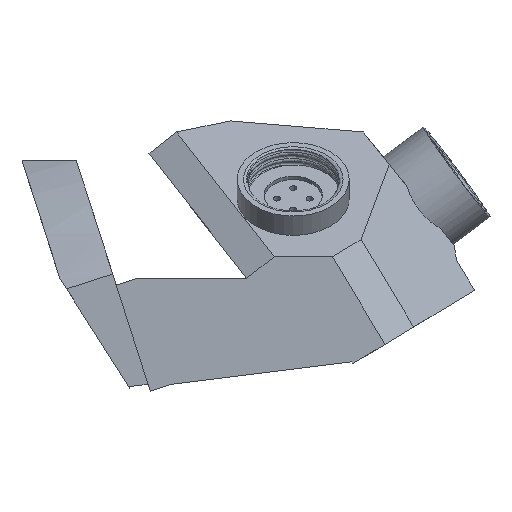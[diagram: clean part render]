
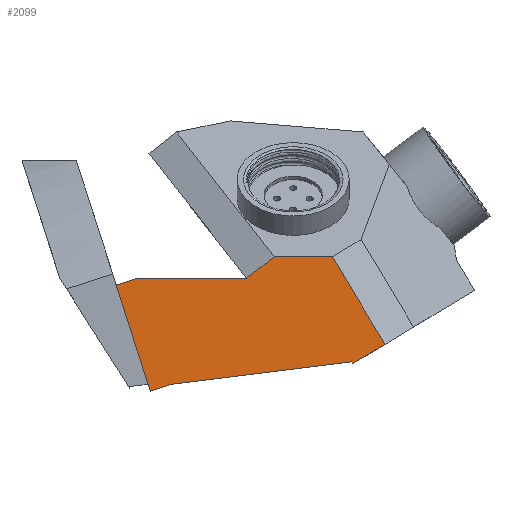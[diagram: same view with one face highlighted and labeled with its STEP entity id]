
A CAD part, left-side view. The second image highlights one B-rep face of the part: STEP entity #2099.
In plain terms, the highlighted planar face has unit normal (-1, 0, 0).
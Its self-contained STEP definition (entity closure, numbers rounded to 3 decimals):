
#145=PLANE('',#2257);
#244=FACE_OUTER_BOUND('',#376,.T.);
#376=EDGE_LOOP('',(#1759,#1760,#1761,#1762,#1763,#1764,#1765,#1766,#1767,
#1768));
#504=LINE('',#2841,#700);
#506=LINE('',#2847,#702);
#511=LINE('',#2872,#707);
#533=LINE('',#3013,#729);
#540=LINE('',#3026,#736);
#556=LINE('',#3963,#752);
#622=LINE('',#5106,#818);
#638=LINE('',#5138,#834);
#644=LINE('',#5158,#840);
#645=LINE('',#5159,#841);
#700=VECTOR('',#2319,10.);
#702=VECTOR('',#2323,10.);
#707=VECTOR('',#2330,10.);
#729=VECTOR('',#2366,10.);
#736=VECTOR('',#2377,10.);
#752=VECTOR('',#2421,10.);
#818=VECTOR('',#2601,10.);
#834=VECTOR('',#2631,10.);
#840=VECTOR('',#2651,10.);
#841=VECTOR('',#2652,10.);
#898=VERTEX_POINT('',#2835);
#900=VERTEX_POINT('',#2839);
#902=VERTEX_POINT('',#2844);
#903=VERTEX_POINT('',#2846);
#926=VERTEX_POINT('',#3012);
#930=VERTEX_POINT('',#3024);
#947=VERTEX_POINT('',#3950);
#953=VERTEX_POINT('',#3961);
#1030=VERTEX_POINT('',#5135);
#1031=VERTEX_POINT('',#5137);
#1102=EDGE_CURVE('',#898,#900,#504,.T.);
#1104=EDGE_CURVE('',#902,#903,#506,.T.);
#1111=EDGE_CURVE('',#903,#900,#511,.T.);
#1139=EDGE_CURVE('',#926,#898,#533,.T.);
#1146=EDGE_CURVE('',#902,#930,#540,.T.);
#1176=EDGE_CURVE('',#947,#953,#556,.T.);
#1279=EDGE_CURVE('',#953,#926,#622,.T.);
#1295=EDGE_CURVE('',#1030,#1031,#638,.T.);
#1305=EDGE_CURVE('',#1030,#947,#644,.T.);
#1306=EDGE_CURVE('',#930,#1031,#645,.T.);
#1759=ORIENTED_EDGE('',*,*,#1305,.T.);
#1760=ORIENTED_EDGE('',*,*,#1176,.T.);
#1761=ORIENTED_EDGE('',*,*,#1279,.T.);
#1762=ORIENTED_EDGE('',*,*,#1139,.T.);
#1763=ORIENTED_EDGE('',*,*,#1102,.T.);
#1764=ORIENTED_EDGE('',*,*,#1111,.F.);
#1765=ORIENTED_EDGE('',*,*,#1104,.F.);
#1766=ORIENTED_EDGE('',*,*,#1146,.T.);
#1767=ORIENTED_EDGE('',*,*,#1306,.T.);
#1768=ORIENTED_EDGE('',*,*,#1295,.F.);
#2099=ADVANCED_FACE('',(#244),#145,.T.);
#2257=AXIS2_PLACEMENT_3D('',#5157,#2649,#2650);
#2319=DIRECTION('',(0.,0.952,-0.306));
#2323=DIRECTION('',(0.,0.952,-0.306));
#2330=DIRECTION('',(0.,0.306,0.952));
#2366=DIRECTION('',(0.,1.,0.));
#2377=DIRECTION('',(0.,-0.992,0.124));
#2421=DIRECTION('',(0.,1.,0.));
#2601=DIRECTION('',(0.,0.787,-0.617));
#2631=DIRECTION('',(0.,0.857,-0.516));
#2649=DIRECTION('center_axis',(-1.,0.,0.));
#2650=DIRECTION('ref_axis',(0.,0.,1.));
#2651=DIRECTION('',(0.,0.516,0.857));
#2652=DIRECTION('',(0.,-0.516,-0.857));
#2835=CARTESIAN_POINT('',(-70.,16.761,-62.667));
#2839=CARTESIAN_POINT('',(-70.,25.806,-65.57));
#2841=CARTESIAN_POINT('',(-70.,16.761,-62.667));
#2844=CARTESIAN_POINT('',(-70.,2.179,-108.115));
#2846=CARTESIAN_POINT('',(-70.,11.225,-111.017));
#2847=CARTESIAN_POINT('',(-70.,2.179,-108.115));
#2872=CARTESIAN_POINT('',(-70.,24.315,-70.217));
#3012=CARTESIAN_POINT('',(-70.,-30.05,-62.667));
#3013=CARTESIAN_POINT('',(-70.,40.,-62.667));
#3024=CARTESIAN_POINT('',(-70.,-74.981,-98.467));
#3026=CARTESIAN_POINT('',(-70.,-2.567,-107.522));
#3950=CARTESIAN_POINT('',(-70.,-66.748,-53.415));
#3961=CARTESIAN_POINT('',(-70.,-41.857,-53.415));
#3963=CARTESIAN_POINT('',(-70.,-30.,-53.415));
#5106=CARTESIAN_POINT('',(-70.,-41.857,-53.415));
#5135=CARTESIAN_POINT('',(-70.,-89.356,-90.961));
#5137=CARTESIAN_POINT('',(-70.,-75.489,-99.311));
#5138=CARTESIAN_POINT('',(-70.,-127.738,-67.85));
#5157=CARTESIAN_POINT('Origin',(-70.,-60.,-34.899));
#5158=CARTESIAN_POINT('',(-70.,-69.194,-57.478));
#5159=CARTESIAN_POINT('',(-70.,-67.752,-86.46));
